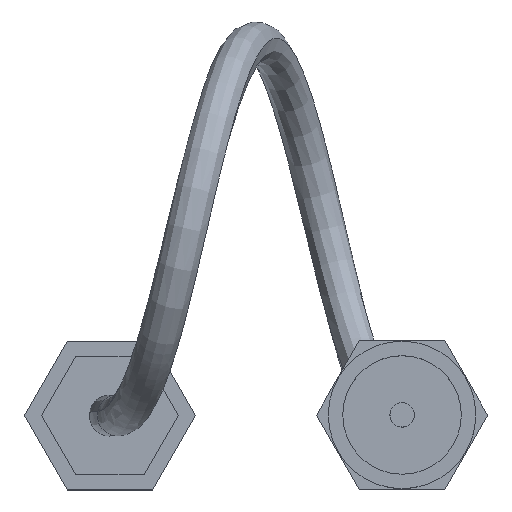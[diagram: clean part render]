
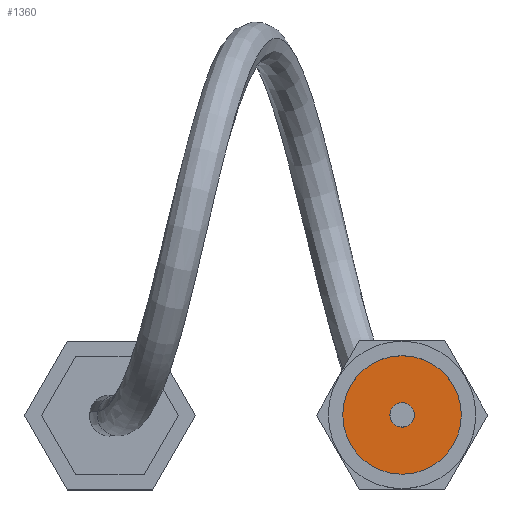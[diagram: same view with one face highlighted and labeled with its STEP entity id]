
A CAD part, top view. The second image highlights one B-rep face of the part: STEP entity #1360.
In plain terms, the highlighted face is planar.
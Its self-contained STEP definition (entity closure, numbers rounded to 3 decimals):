
#54 = VERTEX_POINT ( 'NONE', #431 ) ;
#102 = ORIENTED_EDGE ( 'NONE', *, *, #1073, .F. ) ;
#197 = AXIS2_PLACEMENT_3D ( 'NONE', #1683, #1516, #686 ) ;
#238 = VERTEX_POINT ( 'NONE', #855 ) ;
#263 = DIRECTION ( 'NONE',  ( 0., -1., 0. ) ) ;
#271 = CARTESIAN_POINT ( 'NONE',  ( 0., 2.794, 0. ) ) ;
#358 = ORIENTED_EDGE ( 'NONE', *, *, #1918, .F. ) ;
#423 = ORIENTED_EDGE ( 'NONE', *, *, #1933, .T. ) ;
#431 = CARTESIAN_POINT ( 'NONE',  ( 0., 2.794, 3.175 ) ) ;
#507 = CIRCLE ( 'NONE', #2167, 3.175 ) ;
#648 = CIRCLE ( 'NONE', #877, 3.175 ) ;
#650 = CARTESIAN_POINT ( 'NONE',  ( 0., 2.794, -3.175 ) ) ;
#686 = DIRECTION ( 'NONE',  ( 0., 0., -1. ) ) ;
#768 = AXIS2_PLACEMENT_3D ( 'NONE', #271, #263, #780 ) ;
#780 = DIRECTION ( 'NONE',  ( 0., 0., -1. ) ) ;
#855 = CARTESIAN_POINT ( 'NONE',  ( 0., 2.794, -0.65 ) ) ;
#862 = CARTESIAN_POINT ( 'NONE',  ( 0., 2.794, 0.65 ) ) ;
#877 = AXIS2_PLACEMENT_3D ( 'NONE', #2071, #2079, #1214 ) ;
#911 = VERTEX_POINT ( 'NONE', #862 ) ;
#1073 = EDGE_CURVE ( 'NONE', #238, #911, #1578, .T. ) ;
#1110 = CIRCLE ( 'NONE', #197, 0.65 ) ;
#1125 = EDGE_LOOP ( 'NONE', ( #1947, #423 ) ) ;
#1155 = DIRECTION ( 'NONE',  ( 0., -1., 0. ) ) ;
#1214 = DIRECTION ( 'NONE',  ( 0., 0., -1. ) ) ;
#1288 = CARTESIAN_POINT ( 'NONE',  ( 0., 2.794, 0. ) ) ;
#1299 = DIRECTION ( 'NONE',  ( 0., 0., -1. ) ) ;
#1303 = VERTEX_POINT ( 'NONE', #650 ) ;
#1360 = ADVANCED_FACE ( 'NONE', ( #1583, #2012 ), #1964, .T. ) ;
#1500 = DIRECTION ( 'NONE',  ( 0., 0., -1. ) ) ;
#1516 = DIRECTION ( 'NONE',  ( 0., -1., 0. ) ) ;
#1578 = CIRCLE ( 'NONE', #768, 0.65 ) ;
#1583 = FACE_BOUND ( 'NONE', #1676, .T. ) ;
#1614 = EDGE_CURVE ( 'NONE', #1303, #54, #507, .T. ) ;
#1659 = AXIS2_PLACEMENT_3D ( 'NONE', #1288, #2144, #1299 ) ;
#1673 = CARTESIAN_POINT ( 'NONE',  ( 0., 2.794, 0. ) ) ;
#1676 = EDGE_LOOP ( 'NONE', ( #102, #358 ) ) ;
#1683 = CARTESIAN_POINT ( 'NONE',  ( 0., 2.794, 0. ) ) ;
#1918 = EDGE_CURVE ( 'NONE', #911, #238, #1110, .T. ) ;
#1933 = EDGE_CURVE ( 'NONE', #54, #1303, #648, .T. ) ;
#1947 = ORIENTED_EDGE ( 'NONE', *, *, #1614, .T. ) ;
#1964 = PLANE ( 'NONE',  #1659 ) ;
#2012 = FACE_OUTER_BOUND ( 'NONE', #1125, .T. ) ;
#2071 = CARTESIAN_POINT ( 'NONE',  ( 0., 2.794, 0. ) ) ;
#2079 = DIRECTION ( 'NONE',  ( 0., -1., 0. ) ) ;
#2144 = DIRECTION ( 'NONE',  ( 0., -1., 0. ) ) ;
#2167 = AXIS2_PLACEMENT_3D ( 'NONE', #1673, #1155, #1500 ) ;
